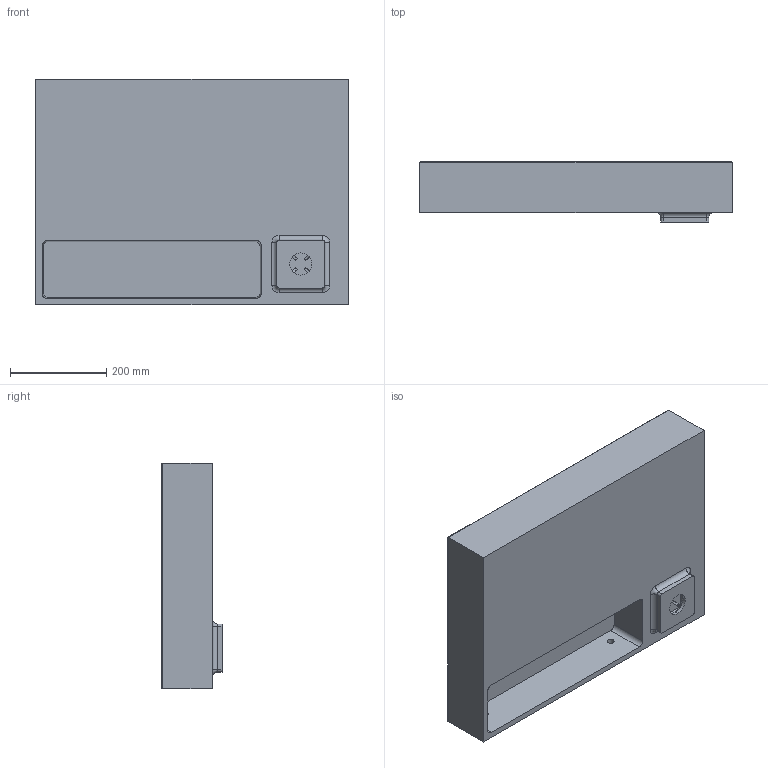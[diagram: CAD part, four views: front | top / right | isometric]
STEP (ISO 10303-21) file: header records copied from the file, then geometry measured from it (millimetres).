
FILE_DESCRIPTION (( 'STEP AP214' ), '1' );
FILE_NAME ('SCA-B3.STEP', '2020-07-20T11:24:27', ( 'User' ), ( '' ), 'SwSTEP 2.0', 'SolidWorks 2019', '' );
FILE_SCHEMA (( 'AUTOMOTIVE_DESIGN' ));
Length unit declared in the file: millimetre
Products named in the file (2): SCA-B3
Bounding box: 650 x 125 x 470 mm (x, y, z)
Volume: 10076917.9 mm3; surface area: 1089297.9 mm2
Topology: 2 solids, 2 shells, 187 faces, 471 edges, 290 vertices
Faces by surface type: plane 65, cylinder 56, bspline 48, torus 16, cone 2
Entity records: 11160 total; most frequent: CARTESIAN_POINT 7192, ORIENTED_EDGE 934, DIRECTION 646, EDGE_CURVE 467, VERTEX_POINT 290, AXIS2_PLACEMENT_3D 239, EDGE_LOOP 199, FACE_OUTER_BOUND 187
